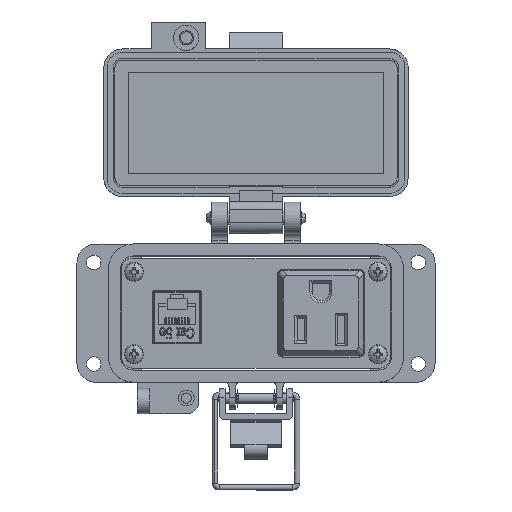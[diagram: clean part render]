
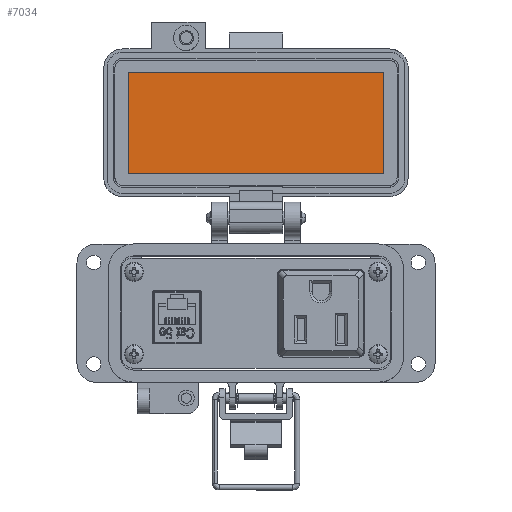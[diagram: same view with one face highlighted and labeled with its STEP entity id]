
A CAD part, top view. The second image highlights one B-rep face of the part: STEP entity #7034.
In plain terms, the highlighted planar face has unit normal (0, 0, 1).
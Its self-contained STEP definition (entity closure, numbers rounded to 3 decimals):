
#128 = CARTESIAN_POINT ( 'NONE',  ( -8.5, 67.154, -25.55 ) ) ;
#171 = ORIENTED_EDGE ( 'NONE', *, *, #38591, .F. ) ;
#4013 = DIRECTION ( 'NONE',  ( -1., 0., 0. ) ) ;
#4733 = DIRECTION ( 'NONE',  ( 0., -1., 0. ) ) ;
#7034 = ADVANCED_FACE ( 'NONE', ( #23204 ), #9092, .T. ) ;
#9092 = PLANE ( 'NONE',  #11687 ) ;
#11205 = LINE ( 'NONE', #47854, #34085 ) ;
#11289 = LINE ( 'NONE', #49463, #58359 ) ;
#11687 = AXIS2_PLACEMENT_3D ( 'NONE', #128, #32053, #4733 ) ;
#11965 = VERTEX_POINT ( 'NONE', #58129 ) ;
#13950 = DIRECTION ( 'NONE',  ( 0., 1., 0. ) ) ;
#17133 = VERTEX_POINT ( 'NONE', #53262 ) ;
#18445 = CARTESIAN_POINT ( 'NONE',  ( -40.25, 83.154, -25.55 ) ) ;
#18783 = VECTOR ( 'NONE', #20804, 1000. ) ;
#20804 = DIRECTION ( 'NONE',  ( 1., 0., 0. ) ) ;
#21134 = ORIENTED_EDGE ( 'NONE', *, *, #26280, .F. ) ;
#21761 = DIRECTION ( 'NONE',  ( 0., -1., 0. ) ) ;
#23204 = FACE_OUTER_BOUND ( 'NONE', #48416, .T. ) ;
#26280 = EDGE_CURVE ( 'NONE', #17133, #56541, #54106, .T. ) ;
#27546 = CARTESIAN_POINT ( 'NONE',  ( -40.25, 67.154, -25.55 ) ) ;
#29761 = ORIENTED_EDGE ( 'NONE', *, *, #43848, .F. ) ;
#30927 = LINE ( 'NONE', #33966, #18783 ) ;
#32053 = DIRECTION ( 'NONE',  ( 0., 0., 1. ) ) ;
#33966 = CARTESIAN_POINT ( 'NONE',  ( -8.5, 83.154, -25.55 ) ) ;
#34085 = VECTOR ( 'NONE', #21761, 1000. ) ;
#34614 = EDGE_CURVE ( 'NONE', #56541, #11965, #30927, .T. ) ;
#38591 = EDGE_CURVE ( 'NONE', #11965, #42598, #11205, .T. ) ;
#41777 = ORIENTED_EDGE ( 'NONE', *, *, #34614, .F. ) ;
#42598 = VERTEX_POINT ( 'NONE', #44329 ) ;
#43848 = EDGE_CURVE ( 'NONE', #42598, #17133, #11289, .T. ) ;
#44329 = CARTESIAN_POINT ( 'NONE',  ( 40.25, 51.154, -25.55 ) ) ;
#47854 = CARTESIAN_POINT ( 'NONE',  ( 40.25, 67.154, -25.55 ) ) ;
#48416 = EDGE_LOOP ( 'NONE', ( #41777, #21134, #29761, #171 ) ) ;
#49463 = CARTESIAN_POINT ( 'NONE',  ( 42., 51.154, -25.55 ) ) ;
#52690 = VECTOR ( 'NONE', #13950, 1000. ) ;
#53262 = CARTESIAN_POINT ( 'NONE',  ( -40.25, 51.154, -25.55 ) ) ;
#54106 = LINE ( 'NONE', #27546, #52690 ) ;
#56541 = VERTEX_POINT ( 'NONE', #18445 ) ;
#58129 = CARTESIAN_POINT ( 'NONE',  ( 40.25, 83.154, -25.55 ) ) ;
#58359 = VECTOR ( 'NONE', #4013, 1000. ) ;
